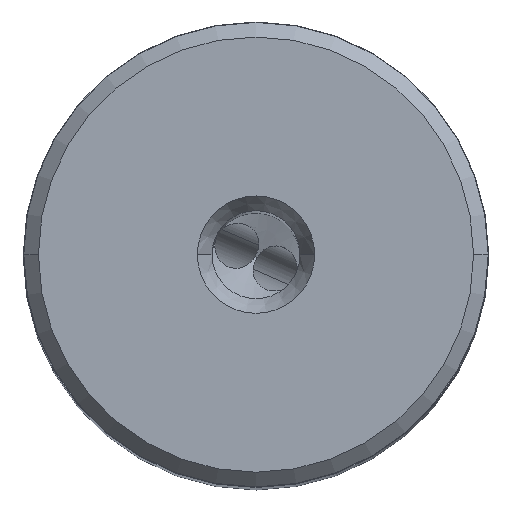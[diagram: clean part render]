
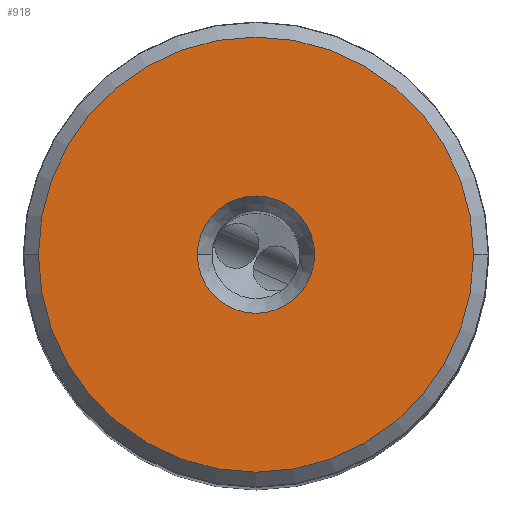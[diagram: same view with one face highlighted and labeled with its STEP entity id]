
A CAD part, top view. The second image highlights one B-rep face of the part: STEP entity #918.
In plain terms, the highlighted planar face has unit normal (0, 0, 1).
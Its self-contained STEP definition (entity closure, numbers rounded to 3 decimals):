
#96=FACE_BOUND('',#1555,.T.);
#97=FACE_BOUND('',#1556,.T.);
#270=PLANE('',#5870);
#918=ADVANCED_FACE('',(#96,#97),#270,.T.);
#1555=EDGE_LOOP('',(#2990,#2991));
#1556=EDGE_LOOP('',(#2992,#2993));
#1866=CIRCLE('',#5865,14.84);
#1867=CIRCLE('',#5867,14.84);
#1868=CIRCLE('',#5868,4.);
#1869=CIRCLE('',#5869,4.);
#2990=ORIENTED_EDGE('',*,*,#4797,.F.);
#2991=ORIENTED_EDGE('',*,*,#4796,.F.);
#2992=ORIENTED_EDGE('',*,*,#4798,.F.);
#2993=ORIENTED_EDGE('',*,*,#4799,.F.);
#4069=VERTEX_POINT('',#11283);
#4070=VERTEX_POINT('',#11285);
#4071=VERTEX_POINT('',#11290);
#4072=VERTEX_POINT('',#11291);
#4796=EDGE_CURVE('',#4070,#4069,#1866,.T.);
#4797=EDGE_CURVE('',#4069,#4070,#1867,.T.);
#4798=EDGE_CURVE('',#4071,#4072,#1868,.T.);
#4799=EDGE_CURVE('',#4072,#4071,#1869,.T.);
#5865=AXIS2_PLACEMENT_3D('',#11286,#7056,#7057);
#5867=AXIS2_PLACEMENT_3D('',#11288,#7060,#7061);
#5868=AXIS2_PLACEMENT_3D('',#11289,#7062,#7063);
#5869=AXIS2_PLACEMENT_3D('',#11292,#7064,#7065);
#5870=AXIS2_PLACEMENT_3D('',#11293,#7066,#7067);
#7056=DIRECTION('',(0.,0.,-1.));
#7057=DIRECTION('',(-1.,0.,0.));
#7060=DIRECTION('',(0.,0.,-1.));
#7061=DIRECTION('',(1.,0.,0.));
#7062=DIRECTION('',(0.,0.,1.));
#7063=DIRECTION('',(1.,0.,0.));
#7064=DIRECTION('',(0.,0.,1.));
#7065=DIRECTION('',(-1.,0.,0.));
#7066=DIRECTION('',(0.,0.,1.));
#7067=DIRECTION('',(-1.,0.,0.));
#11283=CARTESIAN_POINT('',(14.84,0.,0.));
#11285=CARTESIAN_POINT('',(-14.84,0.,0.));
#11286=CARTESIAN_POINT('',(0.,0.,0.));
#11288=CARTESIAN_POINT('',(0.,0.,0.));
#11289=CARTESIAN_POINT('',(0.,0.,0.));
#11290=CARTESIAN_POINT('',(4.,0.,0.));
#11291=CARTESIAN_POINT('',(-4.,0.,0.));
#11292=CARTESIAN_POINT('',(0.,0.,0.));
#11293=CARTESIAN_POINT('',(0.,0.,0.));
